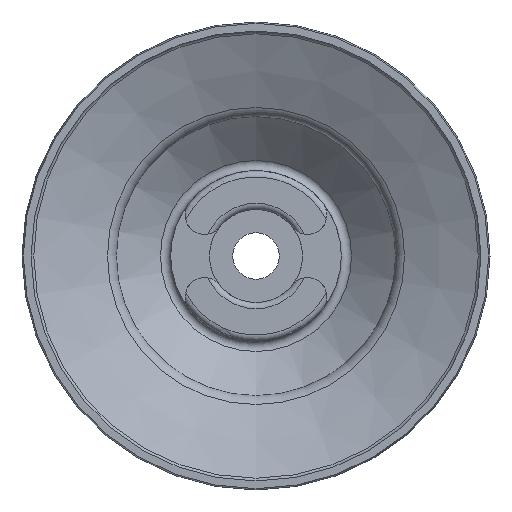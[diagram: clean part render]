
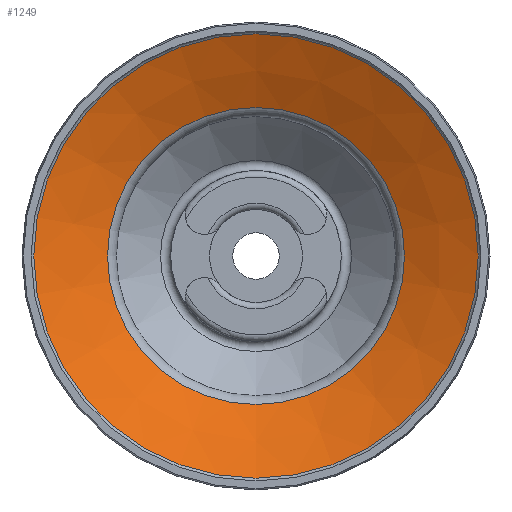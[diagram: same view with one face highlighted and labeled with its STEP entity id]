
A CAD part, front view. The second image highlights one B-rep face of the part: STEP entity #1249.
In plain terms, the highlighted conical face has half-angle 65 degrees and reference radius 14.327 mm.
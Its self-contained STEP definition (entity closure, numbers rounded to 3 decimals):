
#28=CONICAL_SURFACE('',#1352,14.327,1.134);
#221=ORIENTED_EDGE('',*,*,#414,.F.);
#222=ORIENTED_EDGE('',*,*,#413,.T.);
#413=EDGE_CURVE('',#511,#511,#575,.T.);
#414=EDGE_CURVE('',#512,#512,#576,.T.);
#511=VERTEX_POINT('',#1862);
#512=VERTEX_POINT('',#1865);
#575=CIRCLE('',#1351,14.327);
#576=CIRCLE('',#1353,9.577);
#639=EDGE_LOOP('',(#221));
#640=EDGE_LOOP('',(#222));
#731=FACE_BOUND('',#639,.T.);
#732=FACE_BOUND('',#640,.T.);
#1249=ADVANCED_FACE('',(#731,#732),#28,.F.);
#1351=AXIS2_PLACEMENT_3D('',#1861,#1543,#1544);
#1352=AXIS2_PLACEMENT_3D('',#1863,#1545,#1546);
#1353=AXIS2_PLACEMENT_3D('',#1864,#1547,#1548);
#1543=DIRECTION('',(0.,-1.,0.));
#1544=DIRECTION('',(0.,0.,-1.));
#1545=DIRECTION('',(0.,-1.,0.));
#1546=DIRECTION('',(0.,0.,-1.));
#1547=DIRECTION('',(0.,-1.,0.));
#1548=DIRECTION('',(0.,0.,-1.));
#1861=CARTESIAN_POINT('',(0.,0.379,0.));
#1862=CARTESIAN_POINT('',(0.,0.379,-14.327));
#1863=CARTESIAN_POINT('',(0.,0.379,0.));
#1864=CARTESIAN_POINT('',(0.,2.594,0.));
#1865=CARTESIAN_POINT('',(0.,2.594,-9.577));
